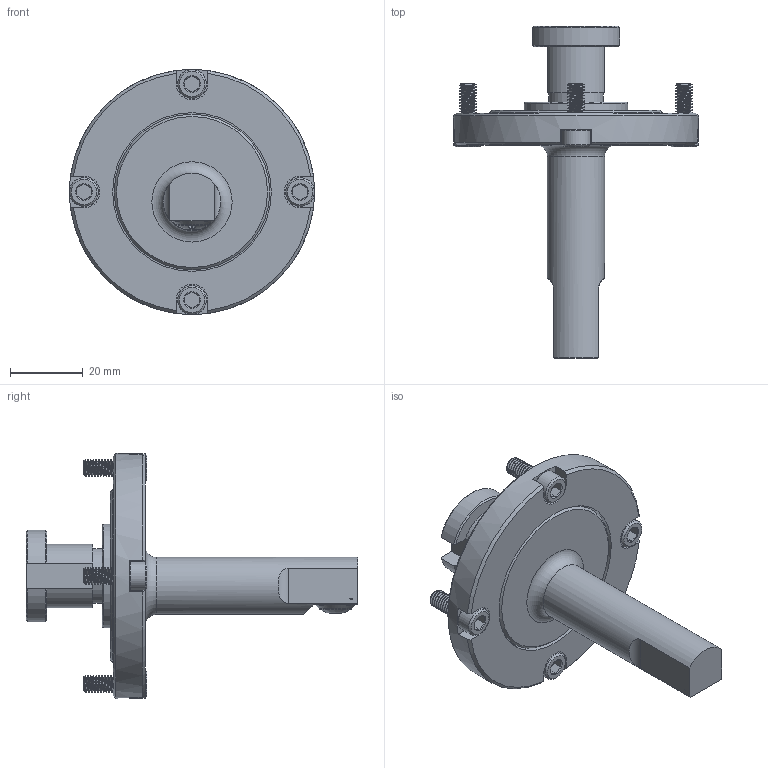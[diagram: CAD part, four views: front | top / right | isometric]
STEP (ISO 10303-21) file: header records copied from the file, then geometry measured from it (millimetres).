
FILE_DESCRIPTION(/* description */ (''),/* implementation_level */ '2;1');
FILE_NAME(/* name */ '0DSTW-D.step',/* time_stamp */ '2020-09-28T14:23:00-04:00',/* author */ (''),/* organization */ (''),/* preprocessor_version */ 'ST-DEVELOPER v18.1',/* originating_system */ 'Autodesk Translation Framework v9.3.0.1241',/* authorisation */ '');
FILE_SCHEMA (('AUTOMOTIVE_DESIGN { 1 0 10303 214 3 1 1 }'));
Length unit declared in the file: inch
Products named in the file (1): 0DSTW-D
Bounding box: 67.44 x 91.34 x 67.44 mm (x, y, z)
Volume: 50296.3 mm3; surface area: 16969.4 mm2
Topology: 1 solids, 1 shells, 366 faces, 886 edges, 553 vertices
Faces by surface type: cylinder 138, plane 122, cone 81, sphere 13, bspline 8, torus 4
Full cylindrical faces by diameter (mm): 2.438 x4, 2.591 x4, 3.175 x1, 3.795 x36, 4.826 x36, 7.925 x4, 8.814 x1, 8.821 x1, 15.062 x1, 15.748 x1, 19.05 x1, 22.225 x1, 28.575 x1, 42.824 x1, 43.688 x1, 47.625 x1, 67.437 x1
Entity records: 19724 total; most frequent: CARTESIAN_POINT 11611, ORIENTED_EDGE 1748, DIRECTION 1585, EDGE_CURVE 874, AXIS2_PLACEMENT_3D 631, VERTEX_POINT 553, EDGE_LOOP 409, FACE_OUTER_BOUND 366
